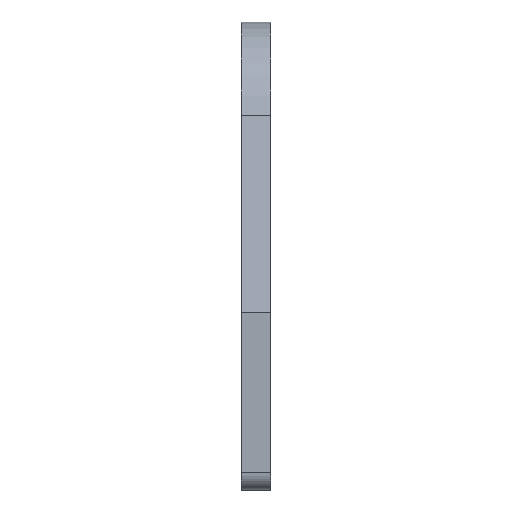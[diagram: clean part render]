
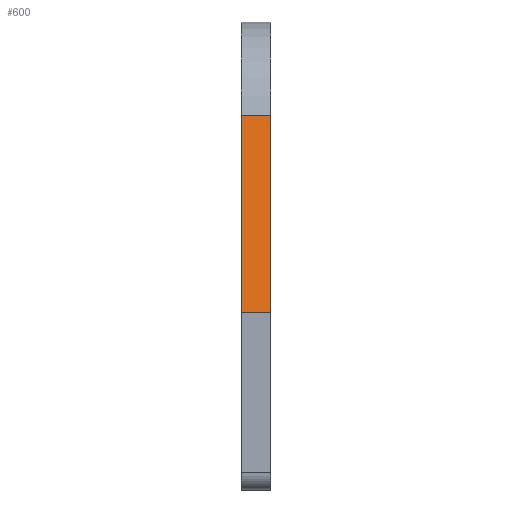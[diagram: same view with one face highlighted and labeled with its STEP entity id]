
A CAD part, front view. The second image highlights one B-rep face of the part: STEP entity #600.
In plain terms, the highlighted planar face has unit normal (0, -0.981, 0.196).
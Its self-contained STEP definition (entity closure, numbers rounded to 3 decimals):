
#51=PLANE('',#671);
#75=FACE_OUTER_BOUND('',#132,.T.);
#132=EDGE_LOOP('',(#533,#534,#535,#536));
#151=LINE('',#904,#192);
#160=LINE('',#960,#201);
#164=LINE('',#993,#205);
#167=LINE('',#999,#208);
#192=VECTOR('',#720,10.);
#201=VECTOR('',#777,10.);
#205=VECTOR('',#813,10.);
#208=VECTOR('',#822,10.);
#276=VERTEX_POINT('',#901);
#277=VERTEX_POINT('',#903);
#299=VERTEX_POINT('',#957);
#300=VERTEX_POINT('',#959);
#335=EDGE_CURVE('',#276,#277,#151,.T.);
#363=EDGE_CURVE('',#299,#300,#160,.T.);
#380=EDGE_CURVE('',#276,#300,#164,.T.);
#383=EDGE_CURVE('',#277,#299,#167,.T.);
#533=ORIENTED_EDGE('',*,*,#383,.F.);
#534=ORIENTED_EDGE('',*,*,#335,.F.);
#535=ORIENTED_EDGE('',*,*,#380,.T.);
#536=ORIENTED_EDGE('',*,*,#363,.F.);
#600=ADVANCED_FACE('',(#75),#51,.T.);
#671=AXIS2_PLACEMENT_3D('',#1012,#841,#842);
#720=DIRECTION('',(0.,0.196,0.981));
#777=DIRECTION('',(0.,-0.196,-0.981));
#813=DIRECTION('',(1.,0.,0.));
#822=DIRECTION('',(1.,0.,0.));
#841=DIRECTION('center_axis',(0.,-0.981,0.196));
#842=DIRECTION('ref_axis',(0.,-0.196,-0.981));
#901=CARTESIAN_POINT('',(-24.8,-20.,0.));
#903=CARTESIAN_POINT('',(-24.8,-13.216,33.922));
#904=CARTESIAN_POINT('',(-24.8,-20.,0.));
#957=CARTESIAN_POINT('',(-19.8,-13.216,33.922));
#959=CARTESIAN_POINT('',(-19.8,-20.,0.));
#960=CARTESIAN_POINT('',(-19.8,-20.,0.));
#993=CARTESIAN_POINT('',(-24.8,-20.,0.));
#999=CARTESIAN_POINT('',(-22.3,-13.216,33.922));
#1012=CARTESIAN_POINT('Origin',(-24.8,-10.,50.));
